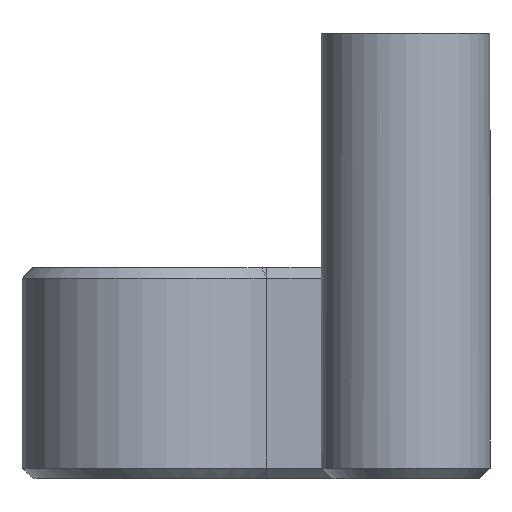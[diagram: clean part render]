
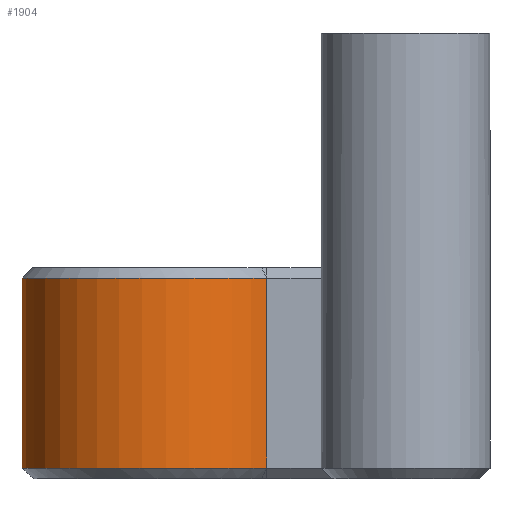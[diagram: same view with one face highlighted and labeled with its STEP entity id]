
A CAD part, front view. The second image highlights one B-rep face of the part: STEP entity #1904.
In plain terms, the highlighted cylindrical face has radius 6.5 mm (diameter 13 mm), a partial arc.
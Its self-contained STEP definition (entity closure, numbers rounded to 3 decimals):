
#540 = CONICAL_SURFACE('',#541,6.5,0.785);
#541 = AXIS2_PLACEMENT_3D('',#542,#543,#544);
#542 = CARTESIAN_POINT('',(0.,0.,0.5));
#543 = DIRECTION('',(0.,0.,1.));
#544 = DIRECTION('',(0.788,0.615,0.));
#945 = VERTEX_POINT('',#946);
#946 = CARTESIAN_POINT('',(-6.481,-0.5,0.5));
#988 = PLANE('',#989);
#989 = AXIS2_PLACEMENT_3D('',#990,#991,#992);
#990 = CARTESIAN_POINT('',(-10.,-0.5,0.));
#991 = DIRECTION('',(0.,1.,0.));
#992 = DIRECTION('',(1.,0.,0.));
#1008 = VERTEX_POINT('',#1009);
#1009 = CARTESIAN_POINT('',(5.123,-4.,0.5));
#1037 = EDGE_CURVE('',#945,#1008,#1038,.T.);
#1038 = SURFACE_CURVE('',#1039,(#1044,#1051),.PCURVE_S1.);
#1039 = CIRCLE('',#1040,6.5);
#1040 = AXIS2_PLACEMENT_3D('',#1041,#1042,#1043);
#1041 = CARTESIAN_POINT('',(0.,0.,0.5));
#1042 = DIRECTION('',(0.,0.,1.));
#1043 = DIRECTION('',(0.788,0.615,0.));
#1044 = PCURVE('',#540,#1045);
#1045 = DEFINITIONAL_REPRESENTATION('',(#1046),#1050);
#1046 = LINE('',#1047,#1048);
#1047 = CARTESIAN_POINT('',(0.,0.));
#1048 = VECTOR('',#1049,1.);
#1049 = DIRECTION('',(1.,0.));
#1050 = ( GEOMETRIC_REPRESENTATION_CONTEXT(2) 
PARAMETRIC_REPRESENTATION_CONTEXT() REPRESENTATION_CONTEXT('2D SPACE',''
  ) );
#1051 = PCURVE('',#1052,#1057);
#1052 = CYLINDRICAL_SURFACE('',#1053,6.5);
#1053 = AXIS2_PLACEMENT_3D('',#1054,#1055,#1056);
#1054 = CARTESIAN_POINT('',(0.,0.,0.));
#1055 = DIRECTION('',(0.,0.,-1.));
#1056 = DIRECTION('',(1.,0.,0.));
#1057 = DEFINITIONAL_REPRESENTATION('',(#1058),#1062);
#1058 = LINE('',#1059,#1060);
#1059 = CARTESIAN_POINT('',(-0.663,-0.5));
#1060 = VECTOR('',#1061,1.);
#1061 = DIRECTION('',(-1.,0.));
#1062 = ( GEOMETRIC_REPRESENTATION_CONTEXT(2) 
PARAMETRIC_REPRESENTATION_CONTEXT() REPRESENTATION_CONTEXT('2D SPACE',''
  ) );
#1208 = PLANE('',#1209);
#1209 = AXIS2_PLACEMENT_3D('',#1210,#1211,#1212);
#1210 = CARTESIAN_POINT('',(5.123,-4.,0.));
#1211 = DIRECTION('',(0.,1.,0.));
#1212 = DIRECTION('',(1.,0.,0.));
#1829 = EDGE_CURVE('',#1830,#945,#1832,.T.);
#1830 = VERTEX_POINT('',#1831);
#1831 = CARTESIAN_POINT('',(-6.481,-0.5,9.5));
#1832 = SURFACE_CURVE('',#1833,(#1837,#1843),.PCURVE_S1.);
#1833 = LINE('',#1834,#1835);
#1834 = CARTESIAN_POINT('',(-6.481,-0.5,0.));
#1835 = VECTOR('',#1836,1.);
#1836 = DIRECTION('',(0.,0.,-1.));
#1837 = PCURVE('',#988,#1838);
#1838 = DEFINITIONAL_REPRESENTATION('',(#1839),#1842);
#1839 = B_SPLINE_CURVE_WITH_KNOTS('',1,(#1840,#1841),.UNSPECIFIED.,.F.,
  .F.,(2,2),(-9.5,-0.5),.PIECEWISE_BEZIER_KNOTS.);
#1840 = CARTESIAN_POINT('',(3.519,-9.5));
#1841 = CARTESIAN_POINT('',(3.519,-0.5));
#1842 = ( GEOMETRIC_REPRESENTATION_CONTEXT(2) 
PARAMETRIC_REPRESENTATION_CONTEXT() REPRESENTATION_CONTEXT('2D SPACE',''
  ) );
#1843 = PCURVE('',#1052,#1844);
#1844 = DEFINITIONAL_REPRESENTATION('',(#1845),#1848);
#1845 = B_SPLINE_CURVE_WITH_KNOTS('',1,(#1846,#1847),.UNSPECIFIED.,.F.,
  .F.,(2,2),(-9.5,-0.5),.PIECEWISE_BEZIER_KNOTS.);
#1846 = CARTESIAN_POINT('',(-3.219,-9.5));
#1847 = CARTESIAN_POINT('',(-3.219,-0.5));
#1848 = ( GEOMETRIC_REPRESENTATION_CONTEXT(2) 
PARAMETRIC_REPRESENTATION_CONTEXT() REPRESENTATION_CONTEXT('2D SPACE',''
  ) );
#1867 = CONICAL_SURFACE('',#1868,6.5,0.785);
#1868 = AXIS2_PLACEMENT_3D('',#1869,#1870,#1871);
#1869 = CARTESIAN_POINT('',(0.,0.,9.5));
#1870 = DIRECTION('',(0.,0.,-1.));
#1871 = DIRECTION('',(0.788,-0.615,0.));
#1904 = ADVANCED_FACE('',(#1905),#1052,.T.);
#1905 = FACE_BOUND('',#1906,.F.);
#1906 = EDGE_LOOP('',(#1907,#1931,#1952,#1953));
#1907 = ORIENTED_EDGE('',*,*,#1908,.F.);
#1908 = EDGE_CURVE('',#1909,#1830,#1911,.T.);
#1909 = VERTEX_POINT('',#1910);
#1910 = CARTESIAN_POINT('',(5.123,-4.,9.5));
#1911 = SURFACE_CURVE('',#1912,(#1917,#1924),.PCURVE_S1.);
#1912 = CIRCLE('',#1913,6.5);
#1913 = AXIS2_PLACEMENT_3D('',#1914,#1915,#1916);
#1914 = CARTESIAN_POINT('',(0.,0.,9.5));
#1915 = DIRECTION('',(0.,0.,-1.));
#1916 = DIRECTION('',(0.788,-0.615,0.));
#1917 = PCURVE('',#1052,#1918);
#1918 = DEFINITIONAL_REPRESENTATION('',(#1919),#1923);
#1919 = LINE('',#1920,#1921);
#1920 = CARTESIAN_POINT('',(-5.62,-9.5));
#1921 = VECTOR('',#1922,1.);
#1922 = DIRECTION('',(1.,0.));
#1923 = ( GEOMETRIC_REPRESENTATION_CONTEXT(2) 
PARAMETRIC_REPRESENTATION_CONTEXT() REPRESENTATION_CONTEXT('2D SPACE',''
  ) );
#1924 = PCURVE('',#1867,#1925);
#1925 = DEFINITIONAL_REPRESENTATION('',(#1926),#1930);
#1926 = LINE('',#1927,#1928);
#1927 = CARTESIAN_POINT('',(0.,0.));
#1928 = VECTOR('',#1929,1.);
#1929 = DIRECTION('',(1.,0.));
#1930 = ( GEOMETRIC_REPRESENTATION_CONTEXT(2) 
PARAMETRIC_REPRESENTATION_CONTEXT() REPRESENTATION_CONTEXT('2D SPACE',''
  ) );
#1931 = ORIENTED_EDGE('',*,*,#1932,.F.);
#1932 = EDGE_CURVE('',#1008,#1909,#1933,.T.);
#1933 = SURFACE_CURVE('',#1934,(#1938,#1945),.PCURVE_S1.);
#1934 = LINE('',#1935,#1936);
#1935 = CARTESIAN_POINT('',(5.123,-4.,0.));
#1936 = VECTOR('',#1937,1.);
#1937 = DIRECTION('',(0.,0.,1.));
#1938 = PCURVE('',#1052,#1939);
#1939 = DEFINITIONAL_REPRESENTATION('',(#1940),#1944);
#1940 = LINE('',#1941,#1942);
#1941 = CARTESIAN_POINT('',(-5.62,0.));
#1942 = VECTOR('',#1943,1.);
#1943 = DIRECTION('',(0.,-1.));
#1944 = ( GEOMETRIC_REPRESENTATION_CONTEXT(2) 
PARAMETRIC_REPRESENTATION_CONTEXT() REPRESENTATION_CONTEXT('2D SPACE',''
  ) );
#1945 = PCURVE('',#1208,#1946);
#1946 = DEFINITIONAL_REPRESENTATION('',(#1947),#1951);
#1947 = LINE('',#1948,#1949);
#1948 = CARTESIAN_POINT('',(0.,0.));
#1949 = VECTOR('',#1950,1.);
#1950 = DIRECTION('',(0.,-1.));
#1951 = ( GEOMETRIC_REPRESENTATION_CONTEXT(2) 
PARAMETRIC_REPRESENTATION_CONTEXT() REPRESENTATION_CONTEXT('2D SPACE',''
  ) );
#1952 = ORIENTED_EDGE('',*,*,#1037,.F.);
#1953 = ORIENTED_EDGE('',*,*,#1829,.F.);
